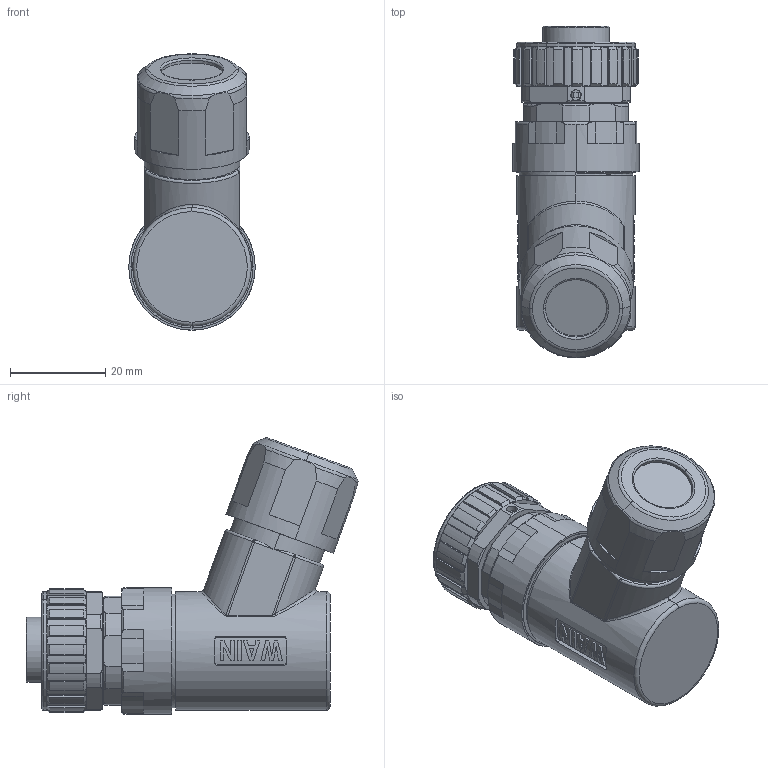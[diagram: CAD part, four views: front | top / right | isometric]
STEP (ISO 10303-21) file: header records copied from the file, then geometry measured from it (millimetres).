
FILE_DESCRIPTION((''),'2;1');
FILE_NAME('7_8-F05-S-DX_SW0002','2020-09-25T',('tc.chen'),(''),'PRO/ENGINEER BY PARAMETRIC TECHNOLOGY CORPORATION, 2012480','PRO/ENGINEER BY PARAMETRIC TECHNOLOGY CORPORATION, 2012480','');
FILE_SCHEMA(('AUTOMOTIVE_DESIGN { 1 0 10303 214 1 1 1 1 }'));
Length unit declared in the file: millimetre
Products named in the file (1): 7_8-F05-S-DX_SW0002
Bounding box: 26.5 x 69.57 x 57.9 mm (x, y, z)
Volume: 41276.6 mm3; surface area: 11988.2 mm2
Topology: 1 solids, 2 shells, 651 faces, 1682 edges, 1085 vertices
Faces by surface type: cylinder 252, plane 250, bspline 73, torus 55, cone 21
Entity records: 32725 total; most frequent: CARTESIAN_POINT 15997, ORIENTED_EDGE 3364, DIRECTION 2875, EDGE_CURVE 1682, AXIS2_PLACEMENT_3D 1097, VERTEX_POINT 1085, EDGE_LOOP 707, VECTOR 681
